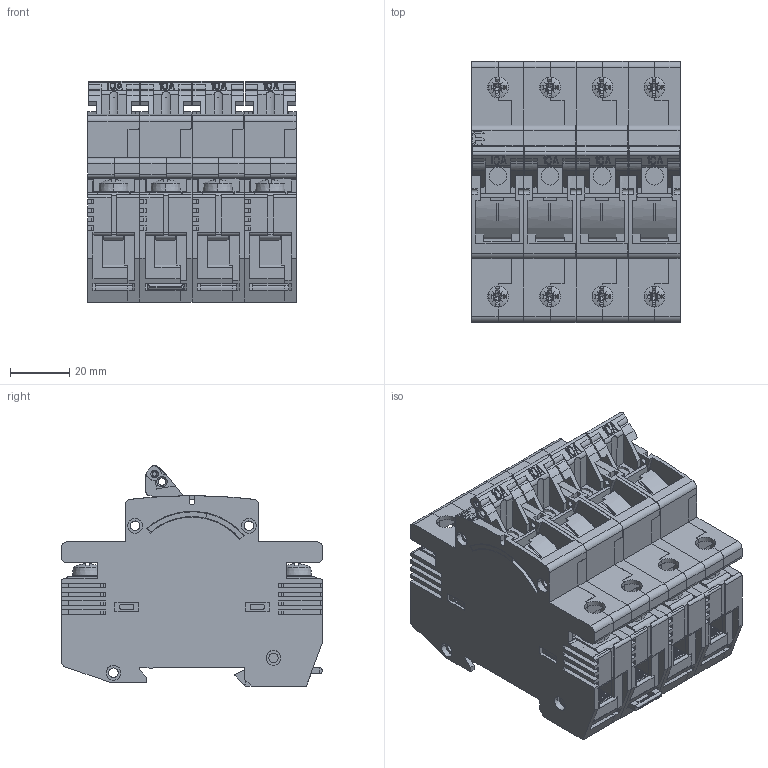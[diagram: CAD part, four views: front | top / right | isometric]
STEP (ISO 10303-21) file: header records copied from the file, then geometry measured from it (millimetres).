
FILE_DESCRIPTION((''),'2;1');
FILE_NAME('3P_ETI_ASM','2018-06-20T',('matic.bajda'),('Audax d.o.o.'),'CREO PARAMETRIC BY PTC INC, 2016260','CREO PARAMETRIC BY PTC INC, 2016260','');
FILE_SCHEMA(('AUTOMOTIVE_DESIGN { 1 0 10303 214 1 1 1 1 }'));
Products named in the file (19): 0000017819; 0000017821; 0000021480; 0000037089_AF0; 0000022342; 0000017863; 0000005559; 0000003388; VLD_ASM; 0000017819_; 0000017821_; 0000037089_AF1; 0000001148; 2P_ASM; 0000037089_AF3; 3P_AF0_ASM; 0000037089_AF4; 3P_AF1_ASM; 3P_ETI_ASM
Assembly tree (45 placements, depth 3):
  3P_ETI_ASM
    VLD_ASM
      0000017819
      0000017821
      0000021480
      0000037089_AF0
      0000022342
      0000017863
      0000005559  x2
      0000003388  x2
    2P_ASM
      0000017819_
      0000017821_
      0000021480
      0000037089_AF1
      0000022342
      0000017863
      0000005559  x2
      0000003388  x2
      0000001148
    3P_AF0_ASM
      0000017819_
      0000017821_
      0000021480
      0000037089_AF3
      0000022342
      0000017863
      0000005559  x2
      0000003388  x2
    3P_AF1_ASM
      0000017819_
      0000017821_
      0000021480
      0000037089_AF4
      0000022342
      0000017863
      0000005559  x2
      0000003388  x2
Bounding box: 70.4 x 88 x 74.67 mm (x, y, z)
Volume: 391804.5 mm3; surface area: 176924.7 mm2
Topology: 41 solids, 49 shells, 5805 faces, 16138 edges, 10648 vertices
Faces by surface type: plane 4626, cylinder 942, cone 172, extrusion 33, torus 16, sphere 16
Entity records: 96974 total; most frequent: CARTESIAN_POINT 13960, ORIENTED_EDGE 12572, DIRECTION 11718, PRESENTATION_STYLE_ASSIGNMENT 6479, STYLED_ITEM 6476, CURVE_STYLE 6286, EDGE_CURVE 6286, VECTOR 5076
